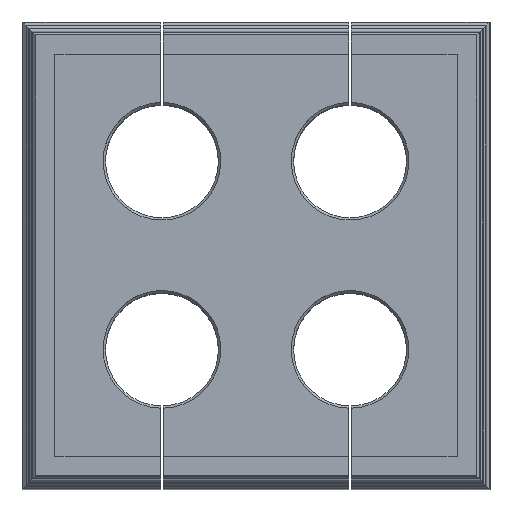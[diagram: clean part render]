
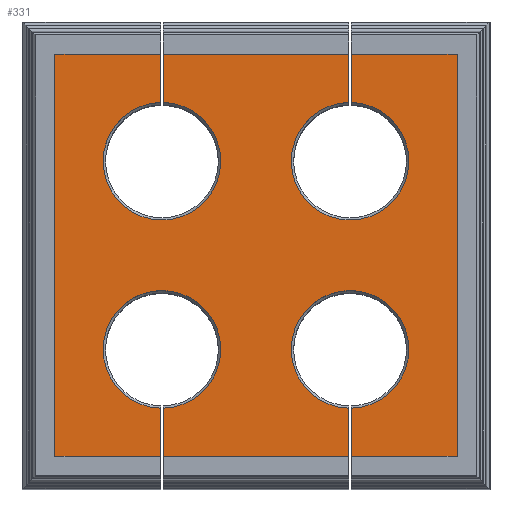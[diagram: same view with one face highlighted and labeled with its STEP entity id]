
A CAD part, top view. The second image highlights one B-rep face of the part: STEP entity #331.
In plain terms, the highlighted planar face has unit normal (0, 0, 1).
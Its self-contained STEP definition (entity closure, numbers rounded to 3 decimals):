
#147=CIRCLE('',#3721,2.5);
#159=CIRCLE('',#3739,2.5);
#171=CIRCLE('',#3757,2.5);
#183=CIRCLE('',#3775,2.5);
#331=ADVANCED_FACE('',(#655),#493,.T.);
#493=PLANE('',#3828);
#655=FACE_OUTER_BOUND('',#840,.T.);
#840=EDGE_LOOP('',(#1433,#1434,#1435,#1436,#1437,#1438,#1439,#1440,#1441,
#1442,#1443,#1444,#1445,#1446,#1447,#1448,#1449,#1450,#1451,#1452));
#1433=ORIENTED_EDGE('',*,*,#2697,.F.);
#1434=ORIENTED_EDGE('',*,*,#2698,.T.);
#1435=ORIENTED_EDGE('',*,*,#2699,.T.);
#1436=ORIENTED_EDGE('',*,*,#2513,.T.);
#1437=ORIENTED_EDGE('',*,*,#2700,.T.);
#1438=ORIENTED_EDGE('',*,*,#2561,.T.);
#1439=ORIENTED_EDGE('',*,*,#2701,.F.);
#1440=ORIENTED_EDGE('',*,*,#2516,.T.);
#1441=ORIENTED_EDGE('',*,*,#2702,.T.);
#1442=ORIENTED_EDGE('',*,*,#2609,.T.);
#1443=ORIENTED_EDGE('',*,*,#2703,.F.);
#1444=ORIENTED_EDGE('',*,*,#2704,.T.);
#1445=ORIENTED_EDGE('',*,*,#2705,.T.);
#1446=ORIENTED_EDGE('',*,*,#2424,.T.);
#1447=ORIENTED_EDGE('',*,*,#2706,.T.);
#1448=ORIENTED_EDGE('',*,*,#2585,.T.);
#1449=ORIENTED_EDGE('',*,*,#2707,.F.);
#1450=ORIENTED_EDGE('',*,*,#2421,.T.);
#1451=ORIENTED_EDGE('',*,*,#2708,.T.);
#1452=ORIENTED_EDGE('',*,*,#2537,.T.);
#2050=VERTEX_POINT('',#5043);
#2051=VERTEX_POINT('',#5045);
#2052=VERTEX_POINT('',#5049);
#2053=VERTEX_POINT('',#5051);
#2122=VERTEX_POINT('',#5231);
#2124=VERTEX_POINT('',#5234);
#2126=VERTEX_POINT('',#5240);
#2127=VERTEX_POINT('',#5241);
#2142=VERTEX_POINT('',#5281);
#2144=VERTEX_POINT('',#5284);
#2166=VERTEX_POINT('',#5335);
#2168=VERTEX_POINT('',#5338);
#2190=VERTEX_POINT('',#5389);
#2192=VERTEX_POINT('',#5392);
#2214=VERTEX_POINT('',#5443);
#2216=VERTEX_POINT('',#5446);
#2255=VERTEX_POINT('',#5615);
#2256=VERTEX_POINT('',#5617);
#2257=VERTEX_POINT('',#5623);
#2258=VERTEX_POINT('',#5625);
#2421=EDGE_CURVE('',#2051,#2050,#2950,.T.);
#2424=EDGE_CURVE('',#2053,#2052,#2953,.T.);
#2513=EDGE_CURVE('',#2124,#2122,#3042,.T.);
#2516=EDGE_CURVE('',#2126,#2127,#3045,.T.);
#2537=EDGE_CURVE('',#2144,#2142,#147,.T.);
#2561=EDGE_CURVE('',#2168,#2166,#159,.T.);
#2585=EDGE_CURVE('',#2192,#2190,#171,.T.);
#2609=EDGE_CURVE('',#2216,#2214,#183,.T.);
#2697=EDGE_CURVE('',#2255,#2142,#3177,.T.);
#2698=EDGE_CURVE('',#2255,#2256,#3178,.T.);
#2699=EDGE_CURVE('',#2256,#2124,#3179,.T.);
#2700=EDGE_CURVE('',#2122,#2168,#3180,.T.);
#2701=EDGE_CURVE('',#2126,#2166,#3181,.T.);
#2702=EDGE_CURVE('',#2127,#2216,#3182,.T.);
#2703=EDGE_CURVE('',#2257,#2214,#3183,.T.);
#2704=EDGE_CURVE('',#2257,#2258,#3184,.T.);
#2705=EDGE_CURVE('',#2258,#2053,#3185,.T.);
#2706=EDGE_CURVE('',#2052,#2192,#3186,.T.);
#2707=EDGE_CURVE('',#2051,#2190,#3187,.T.);
#2708=EDGE_CURVE('',#2050,#2144,#3188,.T.);
#2950=LINE('',#5044,#3351);
#2953=LINE('',#5050,#3354);
#3042=LINE('',#5233,#3443);
#3045=LINE('',#5239,#3446);
#3177=LINE('',#5614,#3578);
#3178=LINE('',#5616,#3579);
#3179=LINE('',#5618,#3580);
#3180=LINE('',#5619,#3581);
#3181=LINE('',#5620,#3582);
#3182=LINE('',#5621,#3583);
#3183=LINE('',#5622,#3584);
#3184=LINE('',#5624,#3585);
#3185=LINE('',#5626,#3586);
#3186=LINE('',#5627,#3587);
#3187=LINE('',#5628,#3588);
#3188=LINE('',#5629,#3589);
#3351=VECTOR('',#4076,1.);
#3354=VECTOR('',#4081,1.);
#3443=VECTOR('',#4216,1.);
#3446=VECTOR('',#4221,1.);
#3578=VECTOR('',#4581,1.);
#3579=VECTOR('',#4582,1.);
#3580=VECTOR('',#4583,1.);
#3581=VECTOR('',#4584,1.);
#3582=VECTOR('',#4585,1.);
#3583=VECTOR('',#4586,1.);
#3584=VECTOR('',#4587,1.);
#3585=VECTOR('',#4588,1.);
#3586=VECTOR('',#4589,1.);
#3587=VECTOR('',#4590,1.);
#3588=VECTOR('',#4591,1.);
#3589=VECTOR('',#4592,1.);
#3721=AXIS2_PLACEMENT_3D('',#5283,#4254,#4255);
#3739=AXIS2_PLACEMENT_3D('',#5337,#4302,#4303);
#3757=AXIS2_PLACEMENT_3D('',#5391,#4350,#4351);
#3775=AXIS2_PLACEMENT_3D('',#5445,#4398,#4399);
#3828=AXIS2_PLACEMENT_3D('',#5630,#4593,#4594);
#4076=DIRECTION('',(-1.,0.,0.));
#4081=DIRECTION('',(-1.,0.,0.));
#4216=DIRECTION('',(1.,0.,0.));
#4221=DIRECTION('',(1.,0.,0.));
#4254=DIRECTION('',(0.,0.,-1.));
#4255=DIRECTION('',(1.,0.,0.));
#4302=DIRECTION('',(0.,0.,-1.));
#4303=DIRECTION('',(1.,0.,0.));
#4350=DIRECTION('',(0.,0.,-1.));
#4351=DIRECTION('',(1.,0.,0.));
#4398=DIRECTION('',(0.,0.,-1.));
#4399=DIRECTION('',(1.,0.,0.));
#4581=DIRECTION('',(0.,-1.,0.));
#4582=DIRECTION('',(-1.,0.,0.));
#4583=DIRECTION('',(0.,-1.,0.));
#4584=DIRECTION('',(0.,1.,0.));
#4585=DIRECTION('',(0.,1.,0.));
#4586=DIRECTION('',(0.,1.,0.));
#4587=DIRECTION('',(0.,1.,0.));
#4588=DIRECTION('',(1.,0.,0.));
#4589=DIRECTION('',(0.,1.,0.));
#4590=DIRECTION('',(0.,-1.,0.));
#4591=DIRECTION('',(0.,-1.,0.));
#4592=DIRECTION('',(0.,-1.,0.));
#4593=DIRECTION('',(0.,0.,1.));
#4594=DIRECTION('',(-1.,0.,0.));
#5043=CARTESIAN_POINT('',(-3.95,8.55,17.7));
#5044=CARTESIAN_POINT('',(8.55,8.55,17.7));
#5045=CARTESIAN_POINT('',(3.95,8.55,17.7));
#5049=CARTESIAN_POINT('',(4.05,8.55,17.7));
#5050=CARTESIAN_POINT('',(8.55,8.55,17.7));
#5051=CARTESIAN_POINT('',(8.55,8.55,17.7));
#5231=CARTESIAN_POINT('',(-4.05,-8.55,17.7));
#5233=CARTESIAN_POINT('',(-8.55,-8.55,17.7));
#5234=CARTESIAN_POINT('',(-8.55,-8.55,17.7));
#5239=CARTESIAN_POINT('',(-8.55,-8.55,17.7));
#5240=CARTESIAN_POINT('',(-3.95,-8.55,17.7));
#5241=CARTESIAN_POINT('',(3.95,-8.55,17.7));
#5281=CARTESIAN_POINT('',(-4.05,6.499,17.7));
#5283=CARTESIAN_POINT('',(-4.,4.,17.7));
#5284=CARTESIAN_POINT('',(-3.95,6.499,17.7));
#5335=CARTESIAN_POINT('',(-3.95,-6.499,17.7));
#5337=CARTESIAN_POINT('',(-4.,-4.,17.7));
#5338=CARTESIAN_POINT('',(-4.05,-6.499,17.7));
#5389=CARTESIAN_POINT('',(3.95,6.499,17.7));
#5391=CARTESIAN_POINT('',(4.,4.,17.7));
#5392=CARTESIAN_POINT('',(4.05,6.499,17.7));
#5443=CARTESIAN_POINT('',(4.05,-6.499,17.7));
#5445=CARTESIAN_POINT('',(4.,-4.,17.7));
#5446=CARTESIAN_POINT('',(3.95,-6.499,17.7));
#5614=CARTESIAN_POINT('',(-4.05,0.,17.7));
#5615=CARTESIAN_POINT('',(-4.05,8.55,17.7));
#5616=CARTESIAN_POINT('',(8.55,8.55,17.7));
#5617=CARTESIAN_POINT('',(-8.55,8.55,17.7));
#5618=CARTESIAN_POINT('',(-8.55,8.55,17.7));
#5619=CARTESIAN_POINT('',(-4.05,0.,17.7));
#5620=CARTESIAN_POINT('',(-3.95,0.,17.7));
#5621=CARTESIAN_POINT('',(3.95,0.,17.7));
#5622=CARTESIAN_POINT('',(4.05,0.,17.7));
#5623=CARTESIAN_POINT('',(4.05,-8.55,17.7));
#5624=CARTESIAN_POINT('',(-8.55,-8.55,17.7));
#5625=CARTESIAN_POINT('',(8.55,-8.55,17.7));
#5626=CARTESIAN_POINT('',(8.55,-8.55,17.7));
#5627=CARTESIAN_POINT('',(4.05,0.,17.7));
#5628=CARTESIAN_POINT('',(3.95,0.,17.7));
#5629=CARTESIAN_POINT('',(-3.95,0.,17.7));
#5630=CARTESIAN_POINT('',(0.,0.,17.7));
